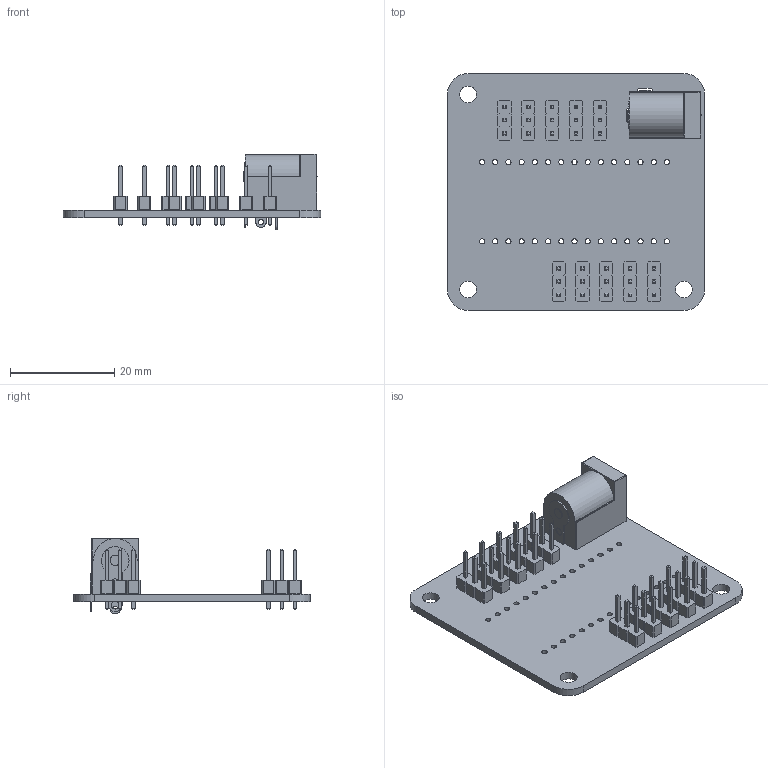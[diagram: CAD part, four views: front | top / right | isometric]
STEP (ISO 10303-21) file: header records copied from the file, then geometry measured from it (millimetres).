
FILE_DESCRIPTION(('KiCad electronic assembly'),'2;1');
FILE_NAME('4 Axis Servo Arm.step','2025-06-23T20:47:30',('Pcbnew'),( 'Kicad'),'Open CASCADE STEP processor 7.8','KiCad to STEP converter' ,'Unknown');
FILE_SCHEMA(('AUTOMOTIVE_DESIGN { 1 0 10303 214 1 1 1 1 }'));
Length unit declared in the file: millimetre
Products named in the file (4): 4 Axis Servo Arm 1; PinHeader_1x03_P2.54mm_Vertical; BarrelJack_Horizontal; 4 Axis Servo Arm_PCB
Assembly tree (12 placements, depth 2):
  4 Axis Servo Arm 1
    PinHeader_1x03_P2.54mm_Vertical  x10
    BarrelJack_Horizontal
    4 Axis Servo Arm_PCB
Bounding box: 49.5 x 45.5 x 14.6 mm (x, y, z)
Volume: 4552.7 mm3; surface area: 8010.2 mm2
Topology: 16 solids, 16 shells, 920 faces, 2217 edges, 1387 vertices
Faces by surface type: plane 816, cylinder 97, sphere 5, extrusion 2
Full cylindrical faces by diameter (mm): 1 x62, 1.5 x2, 2 x2, 3.25 x3, 6.3 x1
Entity records: 8563 total; most frequent: DIRECTION 1278, CARTESIAN_POINT 1239, ORIENTED_EDGE 1184, EDGE_CURVE 592, AXIS2_PLACEMENT_3D 442, VECTOR 394, LINE 392, FACE_BOUND 385
